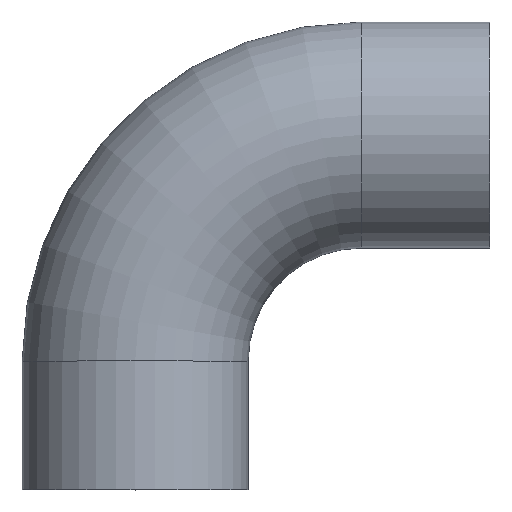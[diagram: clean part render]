
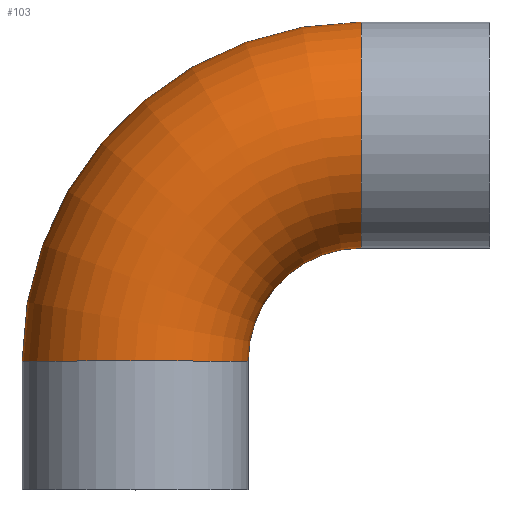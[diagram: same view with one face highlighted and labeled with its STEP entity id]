
A CAD part, top view. The second image highlights one B-rep face of the part: STEP entity #103.
In plain terms, the highlighted toroidal (fillet/blend) face has major radius 225 mm and minor radius 112.5 mm.
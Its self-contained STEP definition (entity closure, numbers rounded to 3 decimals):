
#87 = VERTEX_POINT( '', #221 );
#93 = VERTEX_POINT( '', #227 );
#103 = ADVANCED_FACE( '', ( #239 ), #240, .T. );
#105 = EDGE_CURVE( '', #165, #115, #242, .T. );
#107 = EDGE_CURVE( '', #93, #87, #244, .T. );
#115 = VERTEX_POINT( '', #253 );
#153 = EDGE_CURVE( '', #93, #165, #298, .T. );
#157 = EDGE_CURVE( '', #115, #87, #302, .T. );
#165 = VERTEX_POINT( '', #310 );
#221 = CARTESIAN_POINT( '', ( 225., 240.5, 0. ) );
#227 = CARTESIAN_POINT( '', ( 225., 465.5, 0. ) );
#239 = FACE_OUTER_BOUND( '', #386, .T. );
#240 = TOROIDAL_SURFACE( '', #387, 225., 112.5 );
#242 = CIRCLE( '', #390, 112.5 );
#244 = CIRCLE( '', #393, 112.5 );
#253 = CARTESIAN_POINT( '', ( 112.5, 128., 0. ) );
#298 = CIRCLE( '', #457, 337.5 );
#302 = CIRCLE( '', #462, 112.5 );
#310 = CARTESIAN_POINT( '', ( -112.5, 128., 0. ) );
#386 = EDGE_LOOP( '', ( #551, #552, #553, #554 ) );
#387 = AXIS2_PLACEMENT_3D( '', #555, #556, #557 );
#390 = AXIS2_PLACEMENT_3D( '', #558, #559, #560 );
#393 = AXIS2_PLACEMENT_3D( '', #561, #562, #563 );
#457 = AXIS2_PLACEMENT_3D( '', #646, #647, #648 );
#462 = AXIS2_PLACEMENT_3D( '', #649, #650, #651 );
#551 = ORIENTED_EDGE( '', *, *, #153, .T. );
#552 = ORIENTED_EDGE( '', *, *, #105, .T. );
#553 = ORIENTED_EDGE( '', *, *, #157, .T. );
#554 = ORIENTED_EDGE( '', *, *, #107, .F. );
#555 = CARTESIAN_POINT( '', ( 225., 128., 0. ) );
#556 = DIRECTION( '', ( 0., 0., 1. ) );
#557 = DIRECTION( '', ( 1., 0., 0. ) );
#558 = CARTESIAN_POINT( '', ( 0., 128., 0. ) );
#559 = DIRECTION( '', ( 0., 1., 0. ) );
#560 = DIRECTION( '', ( 1., 0., 0. ) );
#561 = CARTESIAN_POINT( '', ( 225., 353., 0. ) );
#562 = DIRECTION( '', ( 1., 0., 0. ) );
#563 = DIRECTION( '', ( 0., -1., 0. ) );
#646 = CARTESIAN_POINT( '', ( 225., 128., 0. ) );
#647 = DIRECTION( '', ( 0., 0., 1. ) );
#648 = DIRECTION( '', ( 1., 0., 0. ) );
#649 = CARTESIAN_POINT( '', ( 225., 128., 0. ) );
#650 = DIRECTION( '', ( 0., 0., -1. ) );
#651 = DIRECTION( '', ( 1., 0., 0. ) );
